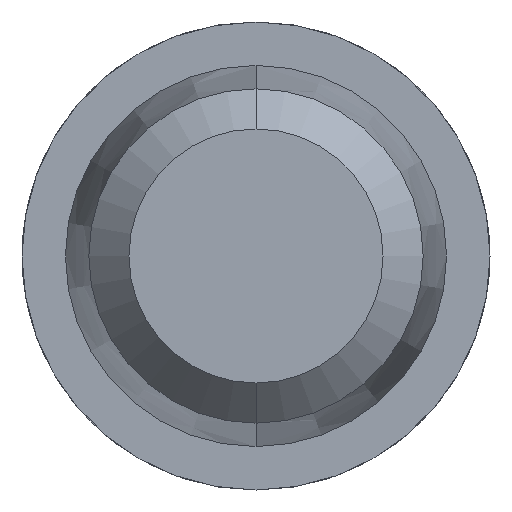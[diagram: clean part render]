
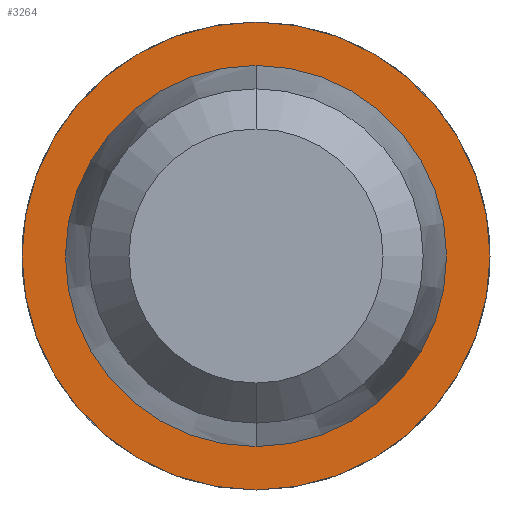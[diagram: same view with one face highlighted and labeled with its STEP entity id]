
A CAD part, front view. The second image highlights one B-rep face of the part: STEP entity #3264.
In plain terms, the highlighted planar face has unit normal (0, -1, 0).
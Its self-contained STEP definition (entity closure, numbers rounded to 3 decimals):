
#77 = DIRECTION ( 'NONE',  ( 0., -1., 0. ) ) ;
#92 = ORIENTED_EDGE ( 'NONE', *, *, #2263, .T. ) ;
#333 = CARTESIAN_POINT ( 'NONE',  ( 0., 26., 0.7 ) ) ;
#414 = CARTESIAN_POINT ( 'NONE',  ( 0., 26., 0.57 ) ) ;
#472 = CARTESIAN_POINT ( 'NONE',  ( 0., 26., 0. ) ) ;
#631 = AXIS2_PLACEMENT_3D ( 'NONE', #472, #1123, #2783 ) ;
#639 = VERTEX_POINT ( 'NONE', #414 ) ;
#836 = CARTESIAN_POINT ( 'NONE',  ( 0., 26., 0. ) ) ;
#894 = FACE_BOUND ( 'NONE', #4194, .T. ) ;
#911 = CARTESIAN_POINT ( 'NONE',  ( 0., 26., -0.7 ) ) ;
#1000 = EDGE_LOOP ( 'NONE', ( #3830, #92 ) ) ;
#1096 = CARTESIAN_POINT ( 'NONE',  ( 0.57, 26., 0. ) ) ;
#1123 = DIRECTION ( 'NONE',  ( 0., -1., 0. ) ) ;
#1467 = VERTEX_POINT ( 'NONE', #911 ) ;
#1553 = VERTEX_POINT ( 'NONE', #333 ) ;
#1662 = EDGE_CURVE ( 'Defeature ausgef�hrt2_9+Defeature ausgef�hrt2_10+Defeature ausgef�hrt2_10+Defeature ausgef�hrt2_10', #3209, #639, #3745, .T. ) ;
#1762 = FACE_OUTER_BOUND ( 'NONE', #1000, .T. ) ;
#1826 = CARTESIAN_POINT ( 'NONE',  ( 0., 26., 0. ) ) ;
#2057 = CARTESIAN_POINT ( 'NONE',  ( 0., 26., 0. ) ) ;
#2263 = EDGE_CURVE ( 'Defeature ausgef�hrt2_10+Defeature ausgef�hrt2_11+Defeature ausgef�hrt2_11+Defeature ausgef�hrt2_11', #1553, #1467, #4070, .T. ) ;
#2410 = ORIENTED_EDGE ( 'NONE', *, *, #3858, .F. ) ;
#2452 = DIRECTION ( 'NONE',  ( 0., 0., -1. ) ) ;
#2578 = AXIS2_PLACEMENT_3D ( 'NONE', #836, #3154, #2452 ) ;
#2584 = ORIENTED_EDGE ( 'NONE', *, *, #1662, .F. ) ;
#2783 = DIRECTION ( 'NONE',  ( 0., 0., -1. ) ) ;
#3040 = DIRECTION ( 'NONE',  ( 0., 0., -1. ) ) ;
#3084 = AXIS2_PLACEMENT_3D ( 'NONE', #2057, #4043, #3040 ) ;
#3154 = DIRECTION ( 'NONE',  ( 0., -1., 0. ) ) ;
#3209 = VERTEX_POINT ( 'NONE', #3987 ) ;
#3264 = ADVANCED_FACE ( 'Defeature ausgef�hrt2_10', ( #1762, #894 ), #4072, .T. ) ;
#3377 = AXIS2_PLACEMENT_3D ( 'NONE', #1826, #3532, #4205 ) ;
#3508 = CIRCLE ( 'NONE', #3377, 0.57 ) ;
#3532 = DIRECTION ( 'NONE',  ( 0., -1., 0. ) ) ;
#3592 = AXIS2_PLACEMENT_3D ( 'NONE', #1096, #77, #3743 ) ;
#3743 = DIRECTION ( 'NONE',  ( 0., 0., -1. ) ) ;
#3745 = CIRCLE ( 'NONE', #3084, 0.57 ) ;
#3830 = ORIENTED_EDGE ( 'NONE', *, *, #4174, .T. ) ;
#3858 = EDGE_CURVE ( 'Defeature ausgef�hrt2_9+Defeature ausgef�hrt2_10+Defeature ausgef�hrt2_10+Defeature ausgef�hrt2_10', #639, #3209, #3508, .T. ) ;
#3987 = CARTESIAN_POINT ( 'NONE',  ( 0., 26., -0.57 ) ) ;
#4043 = DIRECTION ( 'NONE',  ( 0., -1., 0. ) ) ;
#4070 = CIRCLE ( 'NONE', #2578, 0.7 ) ;
#4072 = PLANE ( 'NONE',  #3592 ) ;
#4174 = EDGE_CURVE ( 'Defeature ausgef�hrt2_10+Defeature ausgef�hrt2_11+Defeature ausgef�hrt2_11+Defeature ausgef�hrt2_11', #1467, #1553, #4292, .T. ) ;
#4194 = EDGE_LOOP ( 'NONE', ( #2410, #2584 ) ) ;
#4205 = DIRECTION ( 'NONE',  ( 0., 0., -1. ) ) ;
#4292 = CIRCLE ( 'NONE', #631, 0.7 ) ;
